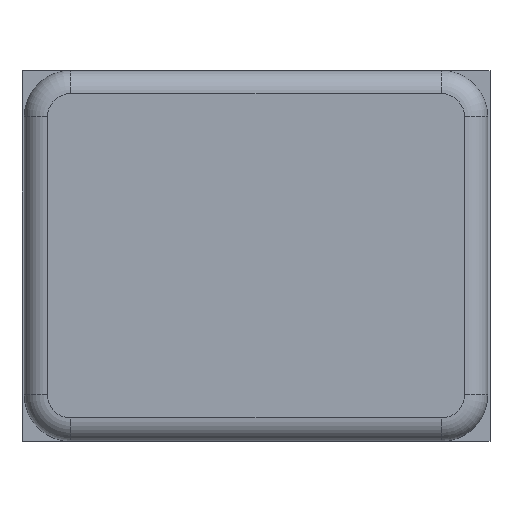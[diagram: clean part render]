
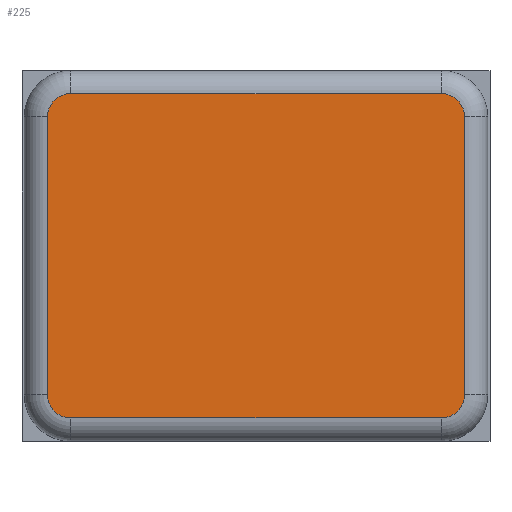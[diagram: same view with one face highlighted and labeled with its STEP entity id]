
A CAD part, top view. The second image highlights one B-rep face of the part: STEP entity #225.
In plain terms, the highlighted planar face has unit normal (0, 0, 1).
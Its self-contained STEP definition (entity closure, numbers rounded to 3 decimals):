
#13=DIRECTION('',(0.,0.,1.));
#36=DIRECTION('',(0.,-1.,0.));
#46=VECTOR('',#47,1.);
#47=DIRECTION('',(-0.,-1.,-0.));
#51=DIRECTION('',(1.,0.,0.));
#62=DIRECTION('',(-1.,0.,0.));
#82=VERTEX_POINT('',#83);
#83=CARTESIAN_POINT('',(-0.9,0.6,0.8));
#91=VERTEX_POINT('',#92);
#92=CARTESIAN_POINT('',(-0.9,-0.6,0.8));
#97=EDGE_CURVE('',#82,#91,#98,.T.);
#98=LINE('',#83,#46);
#123=DIRECTION('',(0.,-0.,1.));
#124=DIRECTION('',(0.,1.,0.));
#136=VECTOR('',#51,1.);
#142=VECTOR('',#124,1.);
#152=ORIENTED_EDGE('',*,*,#153,.T.);
#153=EDGE_CURVE('',#91,#154,#156,.T.);
#154=VERTEX_POINT('',#155);
#155=CARTESIAN_POINT('',(-0.8,-0.7,0.8));
#156=CIRCLE('',#157,0.1);
#157=AXIS2_PLACEMENT_3D('',#158,#13,#62);
#158=CARTESIAN_POINT('',(-0.8,-0.6,0.8));
#212=VERTEX_POINT('',#213);
#213=CARTESIAN_POINT('',(-0.8,0.7,0.8));
#217=ORIENTED_EDGE('',*,*,#218,.T.);
#218=EDGE_CURVE('',#212,#82,#219,.T.);
#219=CIRCLE('',#220,0.1);
#220=AXIS2_PLACEMENT_3D('',#221,#123,#124);
#221=CARTESIAN_POINT('',(-0.8,0.6,0.8));
#225=ADVANCED_FACE('',(#226),#259,.T.);
#226=FACE_BOUND('',#227,.T.);
#227=EDGE_LOOP('',(#152,#228,#233,#241,#246,#253,#217,#258));
#228=ORIENTED_EDGE('',*,*,#229,.T.);
#229=EDGE_CURVE('',#154,#230,#232,.T.);
#230=VERTEX_POINT('',#231);
#231=CARTESIAN_POINT('',(0.8,-0.7,0.8));
#232=LINE('',#155,#136);
#233=ORIENTED_EDGE('',*,*,#234,.T.);
#234=EDGE_CURVE('',#230,#235,#237,.T.);
#235=VERTEX_POINT('',#236);
#236=CARTESIAN_POINT('',(0.9,-0.6,0.8));
#237=CIRCLE('',#238,0.1);
#238=AXIS2_PLACEMENT_3D('',#239,#240,#36);
#239=CARTESIAN_POINT('',(0.8,-0.6,0.8));
#240=DIRECTION('',(-0.,0.,1.));
#241=ORIENTED_EDGE('',*,*,#242,.T.);
#242=EDGE_CURVE('',#235,#243,#245,.T.);
#243=VERTEX_POINT('',#244);
#244=CARTESIAN_POINT('',(0.9,0.6,0.8));
#245=LINE('',#236,#142);
#246=ORIENTED_EDGE('',*,*,#247,.T.);
#247=EDGE_CURVE('',#243,#248,#250,.T.);
#248=VERTEX_POINT('',#249);
#249=CARTESIAN_POINT('',(0.8,0.7,0.8));
#250=CIRCLE('',#251,0.1);
#251=AXIS2_PLACEMENT_3D('',#252,#13,#51);
#252=CARTESIAN_POINT('',(0.8,0.6,0.8));
#253=ORIENTED_EDGE('',*,*,#254,.T.);
#254=EDGE_CURVE('',#248,#212,#255,.T.);
#255=LINE('',#249,#256);
#256=VECTOR('',#257,1.);
#257=DIRECTION('',(-1.,-0.,-0.));
#258=ORIENTED_EDGE('',*,*,#97,.T.);
#259=PLANE('',#260);
#260=AXIS2_PLACEMENT_3D('',#261,#13,#51);
#261=CARTESIAN_POINT('',(-1.,-0.8,0.8));
